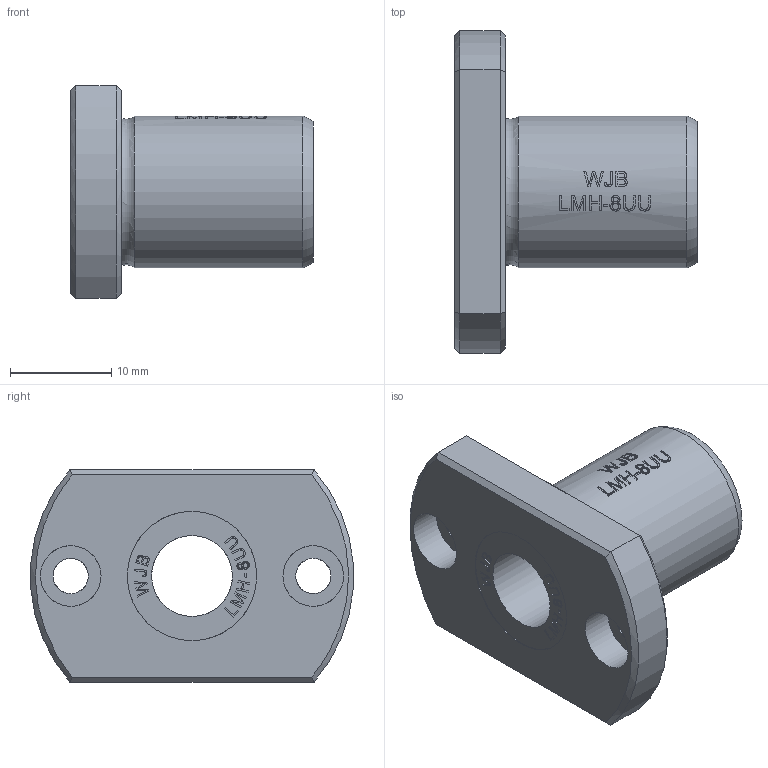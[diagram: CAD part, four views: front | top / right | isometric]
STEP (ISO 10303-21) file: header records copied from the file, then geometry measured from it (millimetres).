
FILE_DESCRIPTION(/* description */ (''),/* implementation_level */ '2;1');
FILE_NAME(/* name */ 'WJB-LMH-8UU.stp',/* time_stamp */ '2018-09-11T17:28:35+08:00',/* author */ (''),/* organization */ (''),/* preprocessor_version */ 'ST-DEVELOPER v11',/* originating_system */ 'SIEMENS UGS NX 6.0',/* authorisation */ '');
FILE_SCHEMA (('CONFIG_CONTROL_DESIGN'));
Length unit declared in the file: millimetre
Products named in the file (1): WJB-LMH-8UU
Bounding box: 24 x 31.9 x 21 mm (x, y, z)
Volume: 4968.8 mm3; surface area: 3188.4 mm2
Topology: 1 solids, 1 shells, 314 faces, 801 edges, 536 vertices
Faces by surface type: plane 197, extrusion 87, cylinder 24, cone 4, torus 2
Full cylindrical faces by diameter (mm): 3.5 x2, 6 x2, 8 x1, 12.8 x2, 15 x1
Entity records: 12206 total; most frequent: CARTESIAN_POINT 5121, ORIENTED_EDGE 1580, DIRECTION 1058, EDGE_CURVE 790, VERTEX_POINT 535, VECTOR 488, B_SPLINE_CURVE_WITH_KNOTS 419, LINE 401
